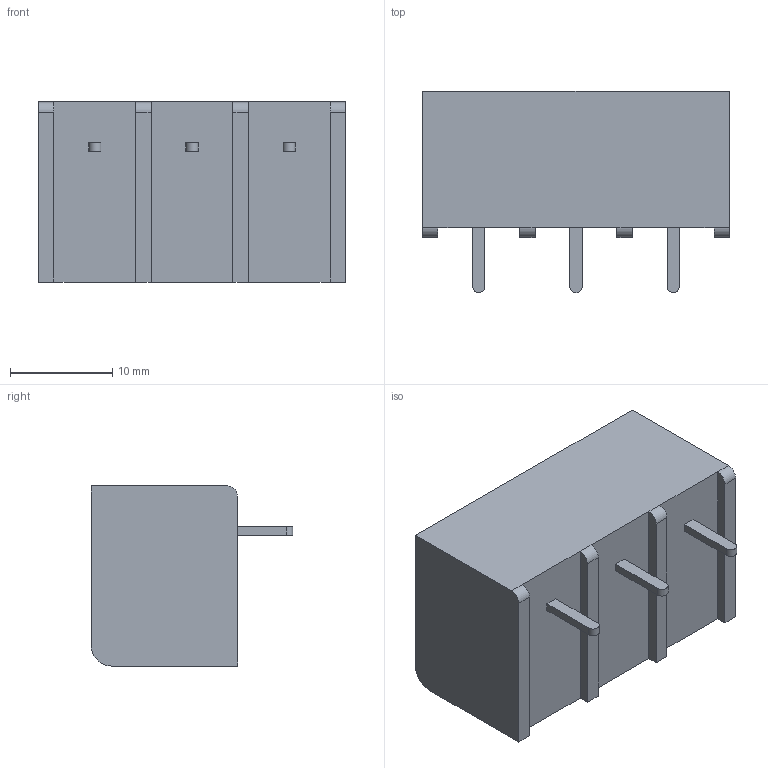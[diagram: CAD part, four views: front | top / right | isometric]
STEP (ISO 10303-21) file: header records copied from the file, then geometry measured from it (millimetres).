
FILE_DESCRIPTION(('CAx-IF Rec.Pracs.---Model Styling and Organization---1.5---2016-08-15','CAx-IF Rec.Pracs.---Geometric and Assembly Validation Properties---4.4---2016-08-17','CAx-IF Rec.Pracs.---User Defined Attributes---1.5---2016-08-15','CAx-IF Rec.Pracs.---External References---2.1---2005-01-19'),'2;1');
FILE_NAME('12289863.step','2025-06-27T17:16:26',('Unspecified'),('Unspecified'),'CAD Exchanger 3.10.2 (cadexchanger.com)','Unspecified','');
FILE_SCHEMA(('AUTOMOTIVE_DESIGN { 1 0 10303 214 1 1 1 1 }'));
Length unit declared in the file: millimetre
Products named in the file (1): YK4410303000G
Bounding box: 30 x 19.7 x 17.6 mm (x, y, z)
Volume: 5272.5 mm3; surface area: 4452.5 mm2
Topology: 10 solids, 10 shells, 269 faces, 714 edges, 465 vertices
Faces by surface type: plane 213, cylinder 29, bspline 21, cone 6
Entity records: 8627 total; most frequent: CARTESIAN_POINT 1929, ORIENTED_EDGE 1428, DIRECTION 1300, EDGE_CURVE 714, LINE 548, VECTOR 548, VERTEX_POINT 465, AXIS2_PLACEMENT_3D 376
